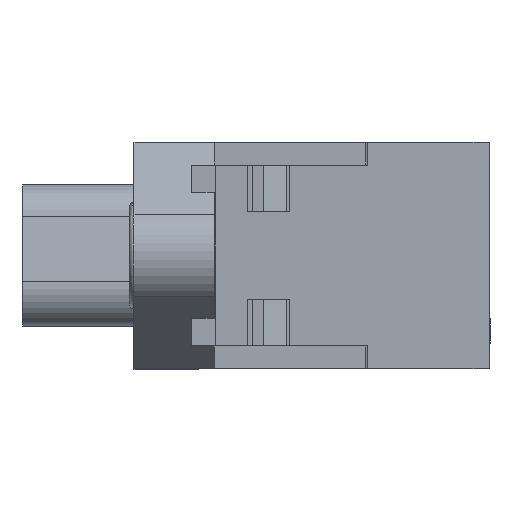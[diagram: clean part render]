
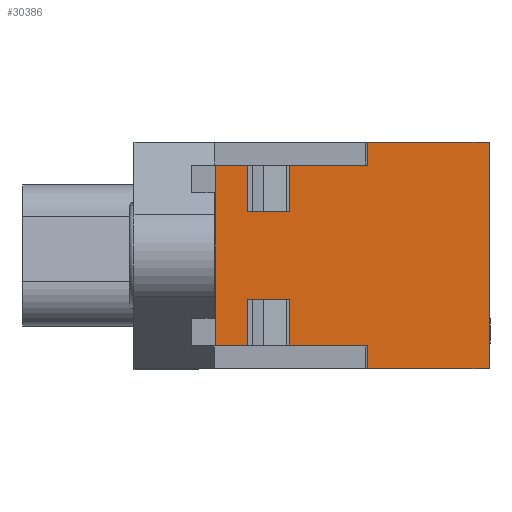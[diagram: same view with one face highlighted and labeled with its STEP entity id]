
A CAD part, left-side view. The second image highlights one B-rep face of the part: STEP entity #30386.
In plain terms, the highlighted planar face has unit normal (-1, 0, 0).
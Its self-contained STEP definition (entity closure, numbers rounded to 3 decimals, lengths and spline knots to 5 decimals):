
#1945=FACE_OUTER_BOUND('',#3515,.T.);
#3515=EDGE_LOOP('',(#22526,#22527,#22528,#22529,#22530,#22531,#22532,#22533,
#22534,#22535,#22536,#22537,#22538,#22539,#22540,#22541));
#6254=LINE('',#47573,#9671);
#6311=LINE('',#47718,#9728);
#6323=LINE('',#47743,#9740);
#6326=LINE('',#47748,#9743);
#6328=LINE('',#47751,#9745);
#6329=LINE('',#47753,#9746);
#6330=LINE('',#47755,#9747);
#6331=LINE('',#47757,#9748);
#6332=LINE('',#47759,#9749);
#6333=LINE('',#47761,#9750);
#6334=LINE('',#47763,#9751);
#6335=LINE('',#47765,#9752);
#6336=LINE('',#47767,#9753);
#6337=LINE('',#47769,#9754);
#6338=LINE('',#47771,#9755);
#6339=LINE('',#47772,#9756);
#9671=VECTOR('',#37008,0.3937);
#9728=VECTOR('',#37085,0.3937);
#9740=VECTOR('',#37103,0.3937);
#9743=VECTOR('',#37108,0.3937);
#9745=VECTOR('',#37112,0.3937);
#9746=VECTOR('',#37113,0.3937);
#9747=VECTOR('',#37114,0.3937);
#9748=VECTOR('',#37115,0.3937);
#9749=VECTOR('',#37116,0.3937);
#9750=VECTOR('',#37117,0.3937);
#9751=VECTOR('',#37118,0.3937);
#9752=VECTOR('',#37119,0.3937);
#9753=VECTOR('',#37120,0.3937);
#9754=VECTOR('',#37121,0.3937);
#9755=VECTOR('',#37122,0.3937);
#9756=VECTOR('',#37123,0.3937);
#12983=VERTEX_POINT('',#47570);
#12984=VERTEX_POINT('',#47572);
#13041=VERTEX_POINT('',#47715);
#13042=VERTEX_POINT('',#47717);
#13051=VERTEX_POINT('',#47740);
#13052=VERTEX_POINT('',#47742);
#13054=VERTEX_POINT('',#47752);
#13055=VERTEX_POINT('',#47754);
#13056=VERTEX_POINT('',#47756);
#13057=VERTEX_POINT('',#47758);
#13058=VERTEX_POINT('',#47760);
#13059=VERTEX_POINT('',#47762);
#13060=VERTEX_POINT('',#47764);
#13061=VERTEX_POINT('',#47766);
#13062=VERTEX_POINT('',#47768);
#13063=VERTEX_POINT('',#47770);
#16477=EDGE_CURVE('',#12984,#12983,#6254,.T.);
#16538=EDGE_CURVE('',#13042,#13041,#6311,.T.);
#16550=EDGE_CURVE('',#13052,#13051,#6323,.T.);
#16553=EDGE_CURVE('',#13042,#13051,#6326,.T.);
#16555=EDGE_CURVE('',#13041,#12984,#6328,.T.);
#16556=EDGE_CURVE('',#12983,#13054,#6329,.T.);
#16557=EDGE_CURVE('',#13054,#13055,#6330,.T.);
#16558=EDGE_CURVE('',#13055,#13056,#6331,.T.);
#16559=EDGE_CURVE('',#13057,#13056,#6332,.T.);
#16560=EDGE_CURVE('',#13058,#13057,#6333,.T.);
#16561=EDGE_CURVE('',#13058,#13059,#6334,.T.);
#16562=EDGE_CURVE('',#13059,#13060,#6335,.T.);
#16563=EDGE_CURVE('',#13060,#13061,#6336,.T.);
#16564=EDGE_CURVE('',#13061,#13062,#6337,.T.);
#16565=EDGE_CURVE('',#13062,#13063,#6338,.T.);
#16566=EDGE_CURVE('',#13063,#13052,#6339,.T.);
#22526=ORIENTED_EDGE('',*,*,#16538,.T.);
#22527=ORIENTED_EDGE('',*,*,#16555,.T.);
#22528=ORIENTED_EDGE('',*,*,#16477,.T.);
#22529=ORIENTED_EDGE('',*,*,#16556,.T.);
#22530=ORIENTED_EDGE('',*,*,#16557,.T.);
#22531=ORIENTED_EDGE('',*,*,#16558,.T.);
#22532=ORIENTED_EDGE('',*,*,#16559,.F.);
#22533=ORIENTED_EDGE('',*,*,#16560,.F.);
#22534=ORIENTED_EDGE('',*,*,#16561,.T.);
#22535=ORIENTED_EDGE('',*,*,#16562,.T.);
#22536=ORIENTED_EDGE('',*,*,#16563,.T.);
#22537=ORIENTED_EDGE('',*,*,#16564,.T.);
#22538=ORIENTED_EDGE('',*,*,#16565,.T.);
#22539=ORIENTED_EDGE('',*,*,#16566,.T.);
#22540=ORIENTED_EDGE('',*,*,#16550,.T.);
#22541=ORIENTED_EDGE('',*,*,#16553,.F.);
#27430=PLANE('',#32276);
#30386=ADVANCED_FACE('',(#1945),#27430,.T.);
#32276=AXIS2_PLACEMENT_3D('',#47750,#37110,#37111);
#37008=DIRECTION('',(0.,-1.,0.));
#37085=DIRECTION('',(0.,-1.,0.));
#37103=DIRECTION('',(0.,1.,0.));
#37108=DIRECTION('',(0.,0.,1.));
#37110=DIRECTION('center_axis',(-1.,0.,0.));
#37111=DIRECTION('ref_axis',(0.,0.,
1.));
#37112=DIRECTION('',(0.,0.,1.));
#37113=DIRECTION('',(0.,0.,-1.));
#37114=DIRECTION('',(0.,-1.,0.));
#37115=DIRECTION('',(0.,0.,-1.));
#37116=DIRECTION('',(0.,1.,0.));
#37117=DIRECTION('',(0.,0.,-1.));
#37118=DIRECTION('',(0.,1.,0.));
#37119=DIRECTION('',(0.,0.,-1.));
#37120=DIRECTION('',(0.,1.,0.));
#37121=DIRECTION('',(0.,0.,-1.));
#37122=DIRECTION('',(0.,1.,0.));
#37123=DIRECTION('',(0.,0.,1.));
#47570=CARTESIAN_POINT('',(-0.81557,-0.19586,-0.094));
#47572=CARTESIAN_POINT('',(-0.81557,-0.10386,-0.094));
#47573=CARTESIAN_POINT('',(-0.81557,-0.36736,-0.094));
#47715=CARTESIAN_POINT('',(-0.81557,-0.10386,-0.195));
#47717=CARTESIAN_POINT('',(-0.81557,-0.03586,-0.195));
#47718=CARTESIAN_POINT('',(-0.81557,-0.33336,-0.195));
#47740=CARTESIAN_POINT('',(-0.81557,-0.03586,0.197));
#47742=CARTESIAN_POINT('',(-0.81557,-0.10386,0.197));
#47743=CARTESIAN_POINT('',(-0.81557,-0.36736,0.197));
#47748=CARTESIAN_POINT('',(-0.81557,-0.03586,-0.246));
#47750=CARTESIAN_POINT('Origin',(-0.81557,-0.63086,
-0.246));
#47751=CARTESIAN_POINT('',(-0.81557,-0.10386,-0.246));
#47752=CARTESIAN_POINT('',(-0.81557,-0.19586,-0.195));
#47753=CARTESIAN_POINT('',(-0.81557,-0.19586,-0.17));
#47754=CARTESIAN_POINT('',(-0.81557,-0.36586,-0.195));
#47755=CARTESIAN_POINT('',(-0.81557,-0.41336,-0.195));
#47756=CARTESIAN_POINT('',(-0.81557,-0.36586,-0.246));
#47757=CARTESIAN_POINT('',(-0.81557,-0.36586,-0.2205));
#47758=CARTESIAN_POINT('',(-0.81557,-0.63086,-0.246));
#47759=CARTESIAN_POINT('',(-0.81557,-0.63086,-0.246));
#47760=CARTESIAN_POINT('',(-0.81557,-0.63086,0.248));
#47761=CARTESIAN_POINT('',(-0.81557,-0.63086,0.248));
#47762=CARTESIAN_POINT('',(-0.81557,-0.36586,0.248));
#47763=CARTESIAN_POINT('',(-0.81557,-0.63086,0.248));
#47764=CARTESIAN_POINT('',(-0.81557,-0.36586,0.197));
#47765=CARTESIAN_POINT('',(-0.81557,-0.36586,0.001));
#47766=CARTESIAN_POINT('',(-0.81557,-0.19586,0.197));
#47767=CARTESIAN_POINT('',(-0.81557,-0.49836,0.197));
#47768=CARTESIAN_POINT('',(-0.81557,-0.19586,0.096));
#47769=CARTESIAN_POINT('',(-0.81557,-0.19586,-0.0245));
#47770=CARTESIAN_POINT('',(-0.81557,-0.10386,0.096));
#47771=CARTESIAN_POINT('',(-0.81557,-0.41336,0.096));
#47772=CARTESIAN_POINT('',(-0.81557,-0.10386,-0.075));
